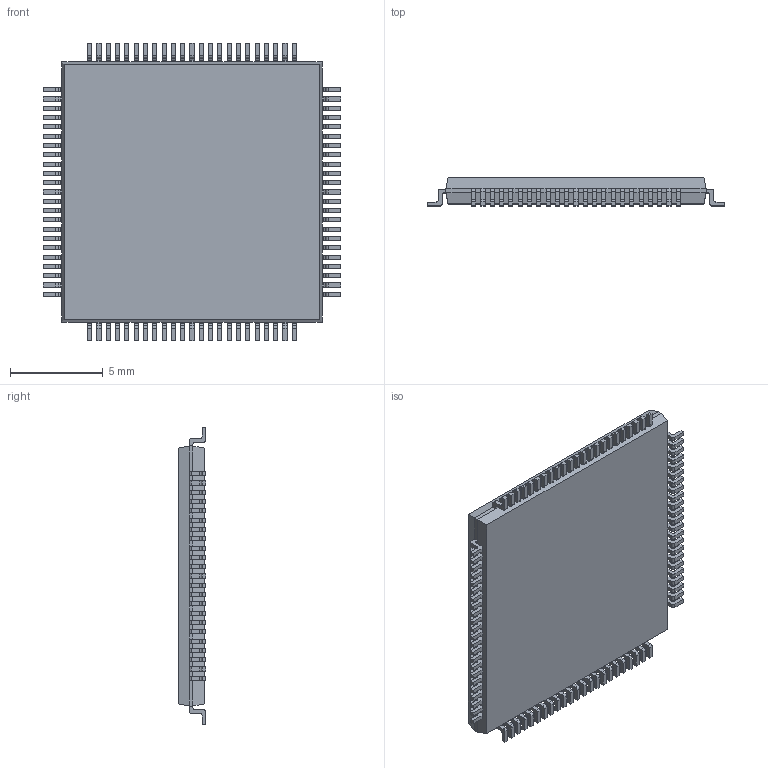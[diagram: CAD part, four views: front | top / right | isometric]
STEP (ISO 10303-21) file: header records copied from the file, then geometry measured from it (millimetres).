
FILE_DESCRIPTION (( 'STEP AP214' ), '1' );
FILE_NAME ('PSoC 5LP.STEP', '2016-02-02T08:28:50', ( '' ), ( '' ), 'SwSTEP 2.0', 'SolidWorks 2015', '' );
FILE_SCHEMA (( 'AUTOMOTIVE_DESIGN' ));
Length unit declared in the file: inch
Products named in the file (1): PSoC 5LP
Bounding box: 16 x 1.5 x 16 mm (x, y, z)
Volume: 277 mm3; surface area: 584.1 mm2
Topology: 1 solids, 1 shells, 1305 faces, 3530 edges, 2228 vertices
Faces by surface type: plane 935, cylinder 370
Entity records: 41813 total; most frequent: CARTESIAN_POINT 7064, ORIENTED_EDGE 7060, DIRECTION 6882, EDGE_CURVE 3530, LINE 2790, VECTOR 2790, VERTEX_POINT 2228, AXIS2_PLACEMENT_3D 2046
